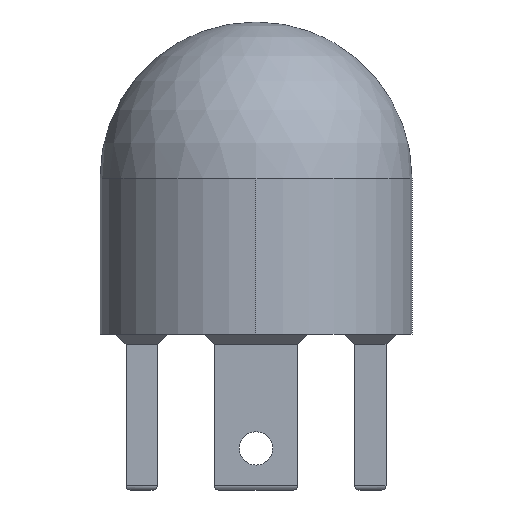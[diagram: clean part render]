
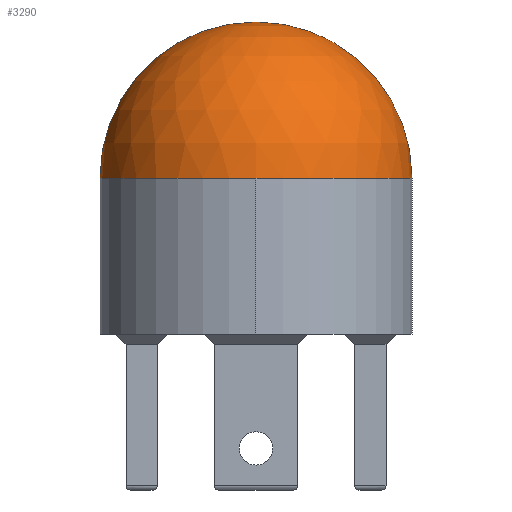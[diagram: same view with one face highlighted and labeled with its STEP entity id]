
A CAD part, left-side view. The second image highlights one B-rep face of the part: STEP entity #3290.
In plain terms, the highlighted spherical face has radius 15 mm.
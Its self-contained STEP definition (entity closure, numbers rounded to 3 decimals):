
#3229=CARTESIAN_POINT('',(-15.,-0.,35.));
#3230=VERTEX_POINT('',#3229);
#3237=CARTESIAN_POINT('',(-0.,15.,35.));
#3238=VERTEX_POINT('',#3237);
#3239=CARTESIAN_POINT('',(0.,0.,35.));
#3240=DIRECTION('',(0.,0.,-1.));
#3241=DIRECTION('',(-1.,0.,0.));
#3242=AXIS2_PLACEMENT_3D('',#3239,#3240,#3241);
#3243=CIRCLE('',#3242,15.);
#3244=EDGE_CURVE('',#3230,#3238,#3243,.T.);
#3257=CARTESIAN_POINT('',(0.,0.,35.));
#3258=DIRECTION('',(0.,0.,1.));
#3259=DIRECTION('',(1.,0.,-0.));
#3260=AXIS2_PLACEMENT_3D('',#3257,#3258,#3259);
#3261=SPHERICAL_SURFACE('',#3260,15.);
#3262=ORIENTED_EDGE('',*,*,#3244,.F.);
#3263=CARTESIAN_POINT('',(-0.,-15.,35.));
#3264=VERTEX_POINT('',#3263);
#3265=CARTESIAN_POINT('',(0.,0.,35.));
#3266=DIRECTION('',(0.,0.,-1.));
#3267=DIRECTION('',(-1.,0.,0.));
#3268=AXIS2_PLACEMENT_3D('',#3265,#3266,#3267);
#3269=CIRCLE('',#3268,15.);
#3270=EDGE_CURVE('',#3264,#3230,#3269,.T.);
#3271=ORIENTED_EDGE('',*,*,#3270,.F.);
#3272=CARTESIAN_POINT('',(-0.,0.,50.));
#3273=VERTEX_POINT('',#3272);
#3274=CARTESIAN_POINT('',(0.,0.,35.));
#3275=DIRECTION('',(-1.,-0.,-0.));
#3276=DIRECTION('',(-0.,1.,0.));
#3277=AXIS2_PLACEMENT_3D('',#3274,#3275,#3276);
#3278=CIRCLE('',#3277,15.);
#3279=EDGE_CURVE('',#3264,#3273,#3278,.T.);
#3280=ORIENTED_EDGE('',*,*,#3279,.T.);
#3281=CARTESIAN_POINT('',(0.,0.,35.));
#3282=DIRECTION('',(-1.,-0.,-0.));
#3283=DIRECTION('',(-0.,1.,0.));
#3284=AXIS2_PLACEMENT_3D('',#3281,#3282,#3283);
#3285=CIRCLE('',#3284,15.);
#3286=EDGE_CURVE('',#3273,#3238,#3285,.T.);
#3287=ORIENTED_EDGE('',*,*,#3286,.T.);
#3288=EDGE_LOOP('',(#3262,#3271,#3280,#3287));
#3289=FACE_BOUND('',#3288,.T.);
#3290=ADVANCED_FACE('',(#3289),#3261,.T.);
